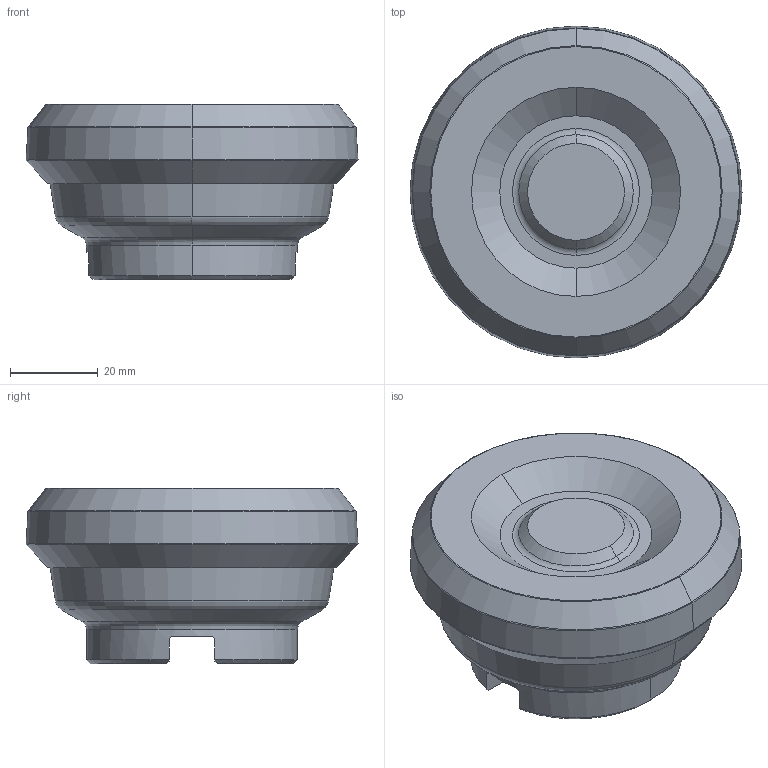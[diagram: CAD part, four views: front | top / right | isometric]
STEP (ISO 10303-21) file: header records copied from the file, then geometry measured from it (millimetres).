
FILE_DESCRIPTION((''),'2;1');
FILE_NAME('607794826-000-00-E43_ASM','2023-01-31T08:31:25',('schmiedtm'),(''),'CREO PARAMETRIC BY PTC INC, 2021184','CREO PARAMETRIC BY PTC INC, 2021184','');
FILE_SCHEMA(('AP242_MANAGED_MODEL_BASED_3D_ENGINEERING_MIM_LF { 1 0 10303 442 1 1 4 }'));
Length unit declared in the file: millimetre
Products named in the file (3): NOCUT; CUT; 607794826-000-00-E43_ASM
Assembly tree (2 placements, depth 2):
  607794826-000-00-E43_ASM
    NOCUT
    CUT
Bounding box: 75.47 x 75.47 x 40 mm (x, y, z)
Volume: 161574.6 mm3; surface area: 25517.1 mm2
Topology: 2 solids, 2 shells, 68 faces, 151 edges, 90 vertices
Faces by surface type: cone 26, torus 24, plane 12, cylinder 6
Entity records: 2758 total; most frequent: CARTESIAN_POINT 445, DIRECTION 415, ORIENTED_EDGE 288, AXIS2_PLACEMENT_3D 184, EDGE_CURVE 144, PRESENTATION_STYLE_ASSIGNMENT 139, STYLED_ITEM 139, CURVE_STYLE 118
